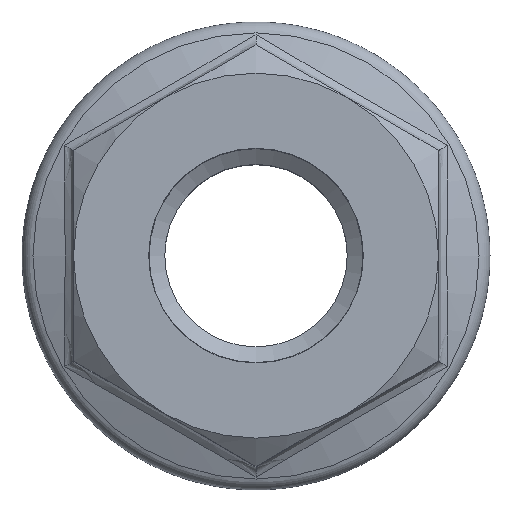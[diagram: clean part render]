
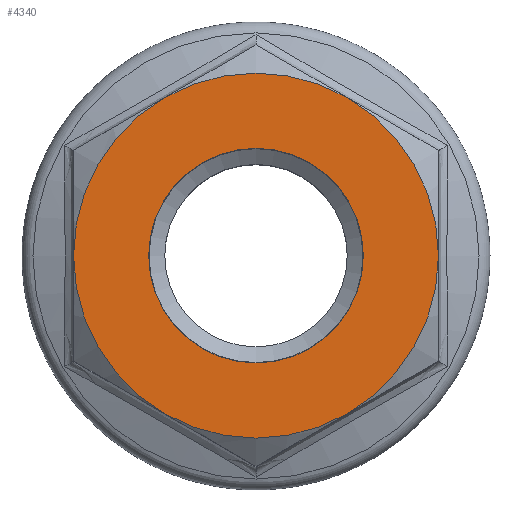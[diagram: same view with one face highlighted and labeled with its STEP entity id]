
A CAD part, top view. The second image highlights one B-rep face of the part: STEP entity #4340.
In plain terms, the highlighted planar face has unit normal (0, 0, 1).
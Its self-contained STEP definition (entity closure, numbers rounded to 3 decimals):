
#8 = CARTESIAN_POINT ( 'NONE',  ( 0., 0., 0. ) ) ;
#18 = VERTEX_POINT ( 'NONE', #4633 ) ;
#440 = CARTESIAN_POINT ( 'NONE',  ( 4.25, -7.361, 0. ) ) ;
#449 = CARTESIAN_POINT ( 'NONE',  ( 4.25, 7.361, 0. ) ) ;
#507 = DIRECTION ( 'NONE',  ( 1., 0., 0. ) ) ;
#554 = FACE_BOUND ( 'NONE', #6825, .T. ) ;
#601 = FACE_OUTER_BOUND ( 'NONE', #6649, .T. ) ;
#613 = DIRECTION ( 'NONE',  ( 1., 0., 0. ) ) ;
#723 = CARTESIAN_POINT ( 'NONE',  ( 0., 0., 0. ) ) ;
#753 = VERTEX_POINT ( 'NONE', #6249 ) ;
#1112 = CIRCLE ( 'NONE', #5354, 5. ) ;
#1173 = CIRCLE ( 'NONE', #5581, 8.5 ) ;
#1183 = CIRCLE ( 'NONE', #5442, 8.5 ) ;
#1236 = CIRCLE ( 'NONE', #5358, 8.5 ) ;
#1247 = CIRCLE ( 'NONE', #5876, 8.5 ) ;
#1254 = CIRCLE ( 'NONE', #5927, 8.5 ) ;
#1276 = CIRCLE ( 'NONE', #5791, 8.5 ) ;
#1330 = DIRECTION ( 'NONE',  ( 1., 0., 0. ) ) ;
#1721 = DIRECTION ( 'NONE',  ( 0., 0., 1. ) ) ;
#1815 = CARTESIAN_POINT ( 'NONE',  ( 8.5, 0., 0. ) ) ;
#1821 = DIRECTION ( 'NONE',  ( 0., 0., 1. ) ) ;
#1900 = DIRECTION ( 'NONE',  ( 1., 0., 0. ) ) ;
#2268 = DIRECTION ( 'NONE',  ( 0., 0., 1. ) ) ;
#2373 = DIRECTION ( 'NONE',  ( 0., 0., 1. ) ) ;
#2712 = VERTEX_POINT ( 'NONE', #6089 ) ;
#2964 = VERTEX_POINT ( 'NONE', #4730 ) ;
#3426 = EDGE_CURVE ( 'NONE', #6815, #3763, #1254, .T. ) ;
#3446 = EDGE_CURVE ( 'NONE', #3763, #4526, #1247, .T. ) ;
#3483 = EDGE_CURVE ( 'NONE', #4526, #18, #1276, .T. ) ;
#3553 = EDGE_CURVE ( 'NONE', #18, #2964, #1173, .T. ) ;
#3566 = EDGE_CURVE ( 'NONE', #2964, #2712, #1183, .T. ) ;
#3574 = EDGE_CURVE ( 'NONE', #2712, #6815, #1236, .T. ) ;
#3610 = EDGE_CURVE ( 'NONE', #753, #753, #1112, .T. ) ;
#3763 = VERTEX_POINT ( 'NONE', #1815 ) ;
#3791 = AXIS2_PLACEMENT_3D ( 'NONE', #6555, #5424, #1900 ) ;
#4111 = DIRECTION ( 'NONE',  ( 0., 0., 1. ) ) ;
#4211 = DIRECTION ( 'NONE',  ( 0., 0., 1. ) ) ;
#4340 = ADVANCED_FACE ( 'NONE', ( #601, #554 ), #5966, .T. ) ;
#4526 = VERTEX_POINT ( 'NONE', #449 ) ;
#4633 = CARTESIAN_POINT ( 'NONE',  ( -4.25, 7.361, 0. ) ) ;
#4730 = CARTESIAN_POINT ( 'NONE',  ( -8.5, 0., 0. ) ) ;
#4883 = DIRECTION ( 'NONE',  ( 0., 0., 1. ) ) ;
#5120 = ORIENTED_EDGE ( 'NONE', *, *, #3426, .T. ) ;
#5263 = CARTESIAN_POINT ( 'NONE',  ( 0., 0., 0. ) ) ;
#5354 = AXIS2_PLACEMENT_3D ( 'NONE', #723, #4883, #1330 ) ;
#5357 = CARTESIAN_POINT ( 'NONE',  ( 0., 0., 0. ) ) ;
#5358 = AXIS2_PLACEMENT_3D ( 'NONE', #5357, #1821, #5915 ) ;
#5395 = ORIENTED_EDGE ( 'NONE', *, *, #3446, .T. ) ;
#5424 = DIRECTION ( 'NONE',  ( 0., 0., 1. ) ) ;
#5442 = AXIS2_PLACEMENT_3D ( 'NONE', #8, #4211, #613 ) ;
#5454 = ORIENTED_EDGE ( 'NONE', *, *, #3483, .T. ) ;
#5501 = ORIENTED_EDGE ( 'NONE', *, *, #3553, .T. ) ;
#5575 = ORIENTED_EDGE ( 'NONE', *, *, #3566, .T. ) ;
#5581 = AXIS2_PLACEMENT_3D ( 'NONE', #5896, #2373, #6478 ) ;
#5613 = ORIENTED_EDGE ( 'NONE', *, *, #3574, .T. ) ;
#5791 = AXIS2_PLACEMENT_3D ( 'NONE', #5263, #1721, #5829 ) ;
#5804 = CARTESIAN_POINT ( 'NONE',  ( 0., 0., 0. ) ) ;
#5829 = DIRECTION ( 'NONE',  ( 1., 0., 0. ) ) ;
#5874 = ORIENTED_EDGE ( 'NONE', *, *, #3610, .F. ) ;
#5876 = AXIS2_PLACEMENT_3D ( 'NONE', #7459, #4111, #507 ) ;
#5896 = CARTESIAN_POINT ( 'NONE',  ( 0., 0., 0. ) ) ;
#5915 = DIRECTION ( 'NONE',  ( 1., 0., 0. ) ) ;
#5927 = AXIS2_PLACEMENT_3D ( 'NONE', #5804, #2268, #6377 ) ;
#5966 = PLANE ( 'NONE',  #3791 ) ;
#6089 = CARTESIAN_POINT ( 'NONE',  ( -4.25, -7.361, 0. ) ) ;
#6249 = CARTESIAN_POINT ( 'NONE',  ( 5., 0., 0. ) ) ;
#6377 = DIRECTION ( 'NONE',  ( 1., 0., 0. ) ) ;
#6478 = DIRECTION ( 'NONE',  ( 1., 0., 0. ) ) ;
#6555 = CARTESIAN_POINT ( 'NONE',  ( -17., 0., 0. ) ) ;
#6649 = EDGE_LOOP ( 'NONE', ( #5120, #5395, #5454, #5501, #5575, #5613 ) ) ;
#6815 = VERTEX_POINT ( 'NONE', #440 ) ;
#6825 = EDGE_LOOP ( 'NONE', ( #5874 ) ) ;
#7459 = CARTESIAN_POINT ( 'NONE',  ( 0., 0., 0. ) ) ;
